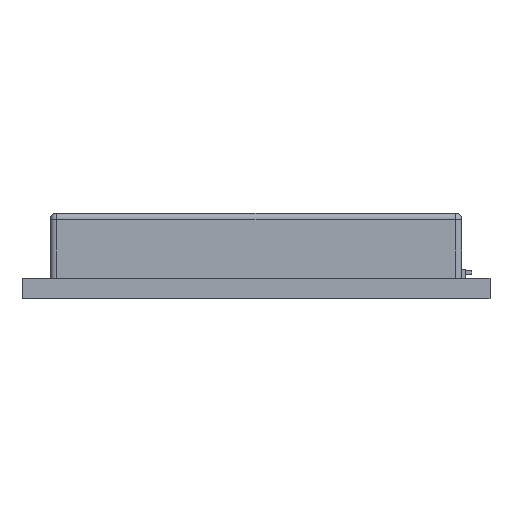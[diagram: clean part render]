
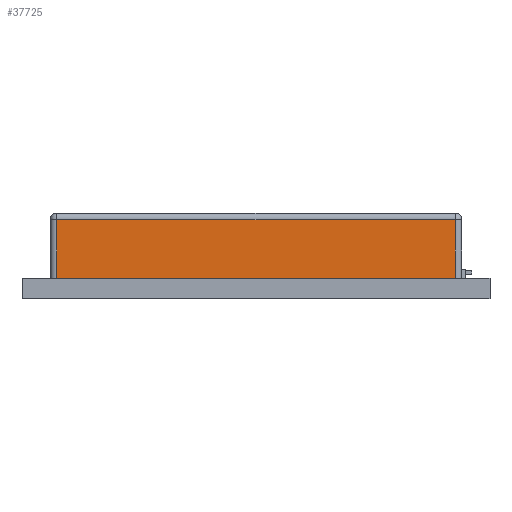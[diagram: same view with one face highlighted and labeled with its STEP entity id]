
A CAD part, front view. The second image highlights one B-rep face of the part: STEP entity #37725.
In plain terms, the highlighted planar face has unit normal (0, -1, 0).
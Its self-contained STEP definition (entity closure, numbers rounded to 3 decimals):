
#3259 = CARTESIAN_POINT ( 'NONE',  ( -7.67, -15.13, 3.05 ) ) ;
#3980 = VECTOR ( 'NONE', #35891, 1000. ) ;
#4623 = LINE ( 'NONE', #18835, #10891 ) ;
#6087 = AXIS2_PLACEMENT_3D ( 'NONE', #44814, #27044, #40352 ) ;
#6222 = VERTEX_POINT ( 'NONE', #3259 ) ;
#6324 = EDGE_CURVE ( 'NONE', #6222, #12271, #36116, .T. ) ;
#7030 = ORIENTED_EDGE ( 'NONE', *, *, #6324, .T. ) ;
#8435 = FACE_OUTER_BOUND ( 'NONE', #39226, .T. ) ;
#8461 = CARTESIAN_POINT ( 'NONE',  ( 0., -15.13, 0.79 ) ) ;
#10891 = VECTOR ( 'NONE', #43807, 1000. ) ;
#10978 = CARTESIAN_POINT ( 'NONE',  ( 7.67, -15.13, 3.05 ) ) ;
#11647 = CARTESIAN_POINT ( 'NONE',  ( -7.67, -15.13, 0.79 ) ) ;
#12271 = VERTEX_POINT ( 'NONE', #17033 ) ;
#17033 = CARTESIAN_POINT ( 'NONE',  ( -7.67, -15.13, 0.79 ) ) ;
#18835 = CARTESIAN_POINT ( 'NONE',  ( -7.92, -15.13, 3.05 ) ) ;
#18942 = VERTEX_POINT ( 'NONE', #23350 ) ;
#19127 = EDGE_CURVE ( 'NONE', #12271, #18942, #22171, .T. ) ;
#22171 = LINE ( 'NONE', #8461, #26083 ) ;
#22616 = DIRECTION ( 'NONE',  ( 1., 0., 0. ) ) ;
#23003 = LINE ( 'NONE', #27233, #46162 ) ;
#23350 = CARTESIAN_POINT ( 'NONE',  ( 7.67, -15.13, 0.79 ) ) ;
#26083 = VECTOR ( 'NONE', #22616, 1000. ) ;
#26294 = EDGE_CURVE ( 'NONE', #18942, #30366, #23003, .T. ) ;
#26624 = ORIENTED_EDGE ( 'NONE', *, *, #26294, .T. ) ;
#27044 = DIRECTION ( 'NONE',  ( 0., 1., 0. ) ) ;
#27233 = CARTESIAN_POINT ( 'NONE',  ( 7.67, -15.13, 35.431 ) ) ;
#30366 = VERTEX_POINT ( 'NONE', #10978 ) ;
#32233 = ORIENTED_EDGE ( 'NONE', *, *, #19127, .T. ) ;
#34067 = PLANE ( 'NONE',  #6087 ) ;
#35891 = DIRECTION ( 'NONE',  ( 0., 0., -1. ) ) ;
#36116 = LINE ( 'NONE', #11647, #3980 ) ;
#37725 = ADVANCED_FACE ( 'NONE', ( #8435 ), #34067, .F. ) ;
#38713 = ORIENTED_EDGE ( 'NONE', *, *, #42074, .T. ) ;
#39226 = EDGE_LOOP ( 'NONE', ( #38713, #7030, #32233, #26624 ) ) ;
#40352 = DIRECTION ( 'NONE',  ( 0., 0., 1. ) ) ;
#42074 = EDGE_CURVE ( 'NONE', #30366, #6222, #4623, .T. ) ;
#43807 = DIRECTION ( 'NONE',  ( -1., 0., 0. ) ) ;
#44778 = DIRECTION ( 'NONE',  ( 0., 0., 1. ) ) ;
#44814 = CARTESIAN_POINT ( 'NONE',  ( 0., -15.13, 35.431 ) ) ;
#46162 = VECTOR ( 'NONE', #44778, 1000. ) ;
